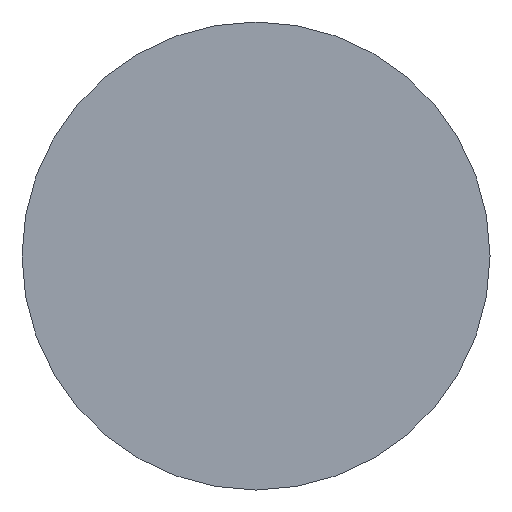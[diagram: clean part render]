
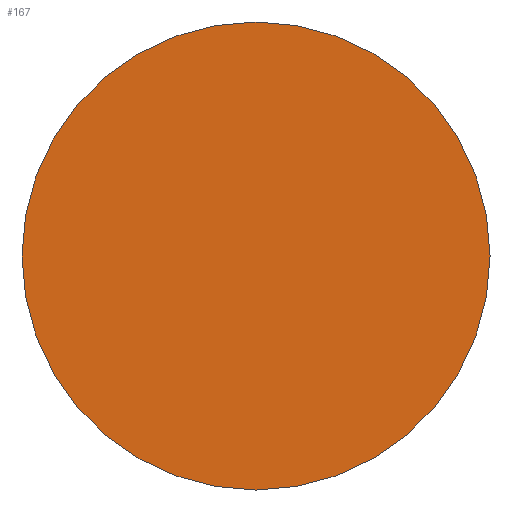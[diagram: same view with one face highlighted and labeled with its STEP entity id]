
A CAD part, front view. The second image highlights one B-rep face of the part: STEP entity #167.
In plain terms, the highlighted planar face has unit normal (0, -1, 0).
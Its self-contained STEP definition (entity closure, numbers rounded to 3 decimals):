
#44=PLANE('',#203);
#62=FACE_OUTER_BOUND('',#79,.T.);
#79=EDGE_LOOP('',(#150));
#87=CIRCLE('',#202,3.95);
#101=VERTEX_POINT('',#290);
#119=EDGE_CURVE('',#101,#101,#87,.T.);
#150=ORIENTED_EDGE('',*,*,#119,.T.);
#167=ADVANCED_FACE('',(#62),#44,.F.);
#202=AXIS2_PLACEMENT_3D('',#291,#245,#246);
#203=AXIS2_PLACEMENT_3D('',#292,#247,#248);
#245=DIRECTION('center_axis',(0.,-1.,0.));
#246=DIRECTION('ref_axis',(1.,0.,0.));
#247=DIRECTION('center_axis',(0.,1.,0.));
#248=DIRECTION('ref_axis',(0.,0.,1.));
#290=CARTESIAN_POINT('',(-3.95,0.,0.));
#291=CARTESIAN_POINT('Origin',(0.,0.,0.));
#292=CARTESIAN_POINT('Origin',(0.,0.,0.));
